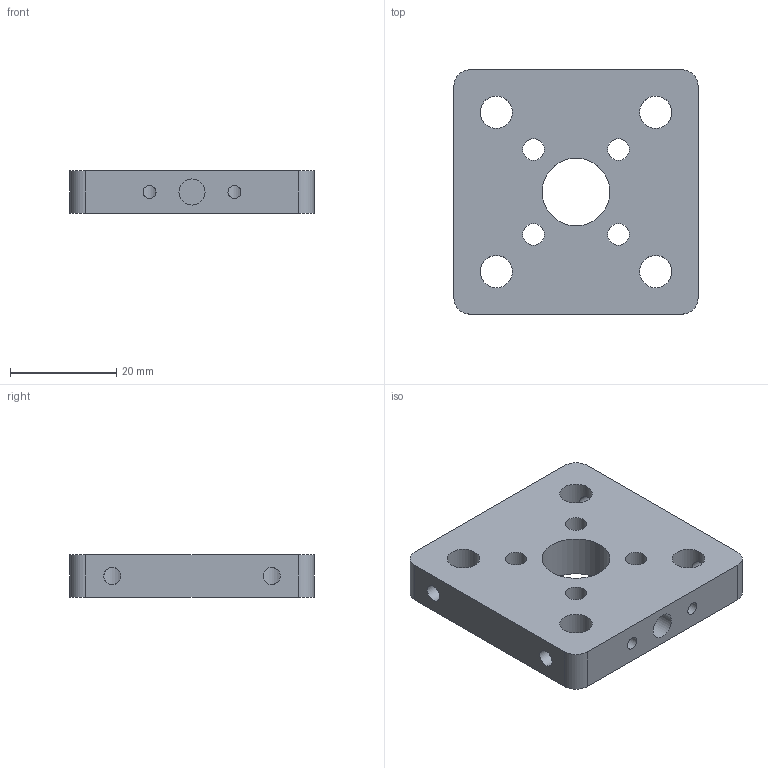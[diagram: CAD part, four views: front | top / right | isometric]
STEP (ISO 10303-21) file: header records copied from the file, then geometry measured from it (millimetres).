
FILE_DESCRIPTION(/* description */ (''),/* implementation_level */ '2;1');
FILE_NAME(/* name */ '31-BPNcA-SM0.5.stp',/* time_stamp */ '2024-11-22T09:12:55+03:00',/* author */ ('asidnin'),/* organization */ (''),/* preprocessor_version */ 'ST-DEVELOPER v18',/* originating_system */ 'Autodesk Inventor 2020',/* authorisation */ '');
FILE_SCHEMA (('AUTOMOTIVE_DESIGN { 1 0 10303 214 3 1 1 }'));
Length unit declared in the file: millimetre
Products named in the file (1): Пластина диам.
30 мм
Bounding box: 46 x 46 x 8 mm (x, y, z)
Volume: 13903.8 mm3; surface area: 7062.7 mm2
Topology: 1 solids, 1 shells, 31 faces, 112 edges, 83 vertices
Faces by surface type: cylinder 23, plane 8
Full cylindrical faces by diameter (mm): 2.459 x4, 3.242 x5, 4.1 x4, 4.917 x1, 6.1 x4, 12.78 x1
Entity records: 1614 total; most frequent: CARTESIAN_POINT 499, ORIENTED_EDGE 224, DIRECTION 219, EDGE_CURVE 112, AXIS2_PLACEMENT_3D 91, VERTEX_POINT 83, EDGE_LOOP 65, CIRCLE 59
